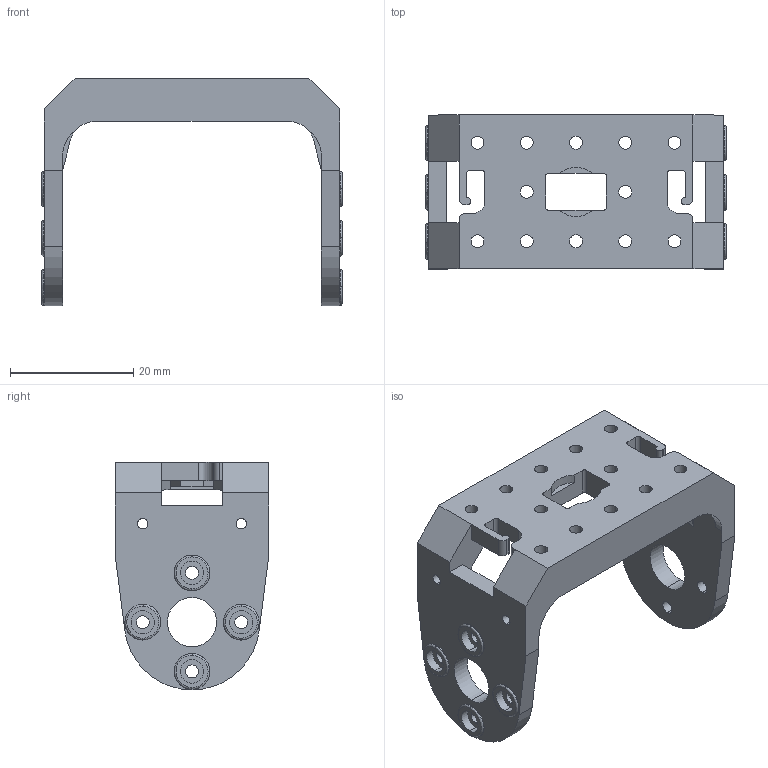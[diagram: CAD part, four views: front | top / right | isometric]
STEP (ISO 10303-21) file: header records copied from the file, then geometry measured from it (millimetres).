
FILE_DESCRIPTION (( 'STEP AP203' ), '1' );
FILE_NAME ('PFP04-F2_Défaut_sldprt.STEP', '2020-08-31T14:56:05', ( '' ), ( '' ), 'SwSTEP 2.0', 'SolidWorks 2020', '' );
FILE_SCHEMA (( 'CONFIG_CONTROL_DESIGN' ));
Length unit declared in the file: millimetre
Products named in the file (1): PFP04-F2_Défaut_sldprt
Bounding box: 48.8 x 25 x 37 mm (x, y, z)
Volume: 7290.4 mm3; surface area: 7627 mm2
Topology: 1 solids, 1 shells, 409 faces, 1179 edges, 790 vertices
Faces by surface type: plane 270, cylinder 123, bspline 16
Entity records: 14620 total; most frequent: CARTESIAN_POINT 3547, ORIENTED_EDGE 2358, DIRECTION 2205, EDGE_CURVE 1179, LINE 861, VECTOR 861, VERTEX_POINT 790, AXIS2_PLACEMENT_3D 672
